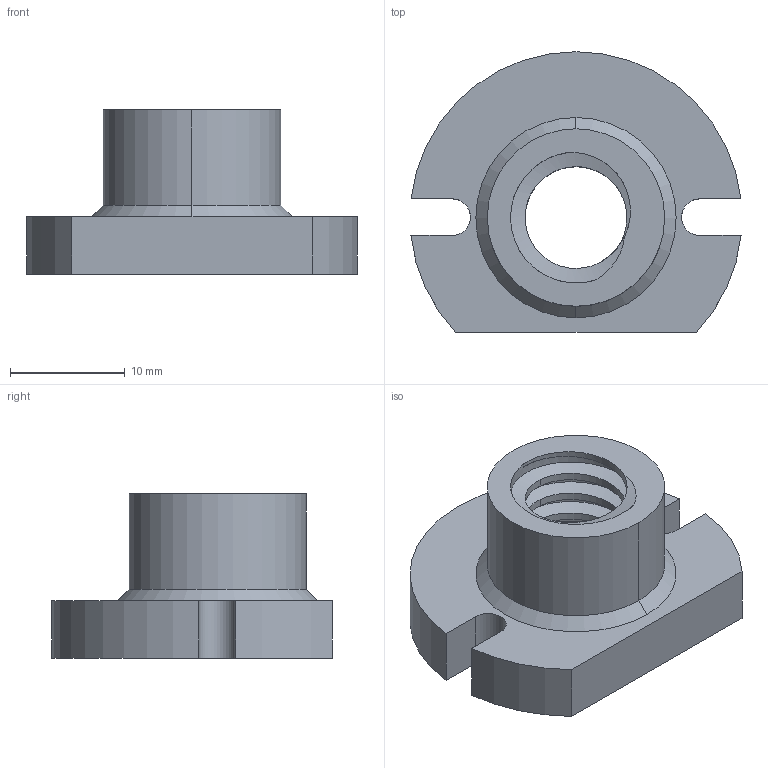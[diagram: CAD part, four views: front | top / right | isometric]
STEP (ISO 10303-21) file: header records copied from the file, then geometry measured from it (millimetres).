
FILE_DESCRIPTION (( 'STEP AP203' ), '1' );
FILE_NAME ('ACME threaded retainer.STEP', '2018-02-11T19:28:54', ( '' ), ( '' ), 'SwSTEP 2.0', 'SolidWorks 2017', '' );
FILE_SCHEMA (( 'CONFIG_CONTROL_DESIGN' ));
Length unit declared in the file: millimetre
Products named in the file (1): ACME threaded retainer
Bounding box: 28.83 x 24.5 x 14.34 mm (x, y, z)
Volume: 3409.8 mm3; surface area: 2780.5 mm2
Topology: 1 solids, 1 shells, 38 faces, 103 edges, 68 vertices
Faces by surface type: cylinder 23, plane 8, cone 4, bspline 3
Entity records: 3501 total; most frequent: CARTESIAN_POINT 2567, ORIENTED_EDGE 206, DIRECTION 152, EDGE_CURVE 103, VERTEX_POINT 68, AXIS2_PLACEMENT_3D 56, EDGE_LOOP 41, VECTOR 40
